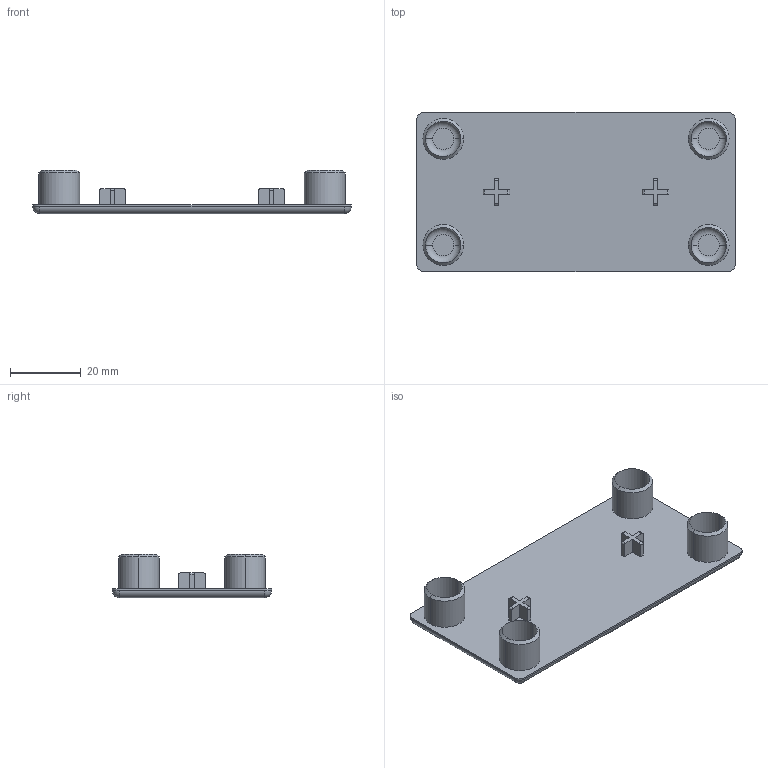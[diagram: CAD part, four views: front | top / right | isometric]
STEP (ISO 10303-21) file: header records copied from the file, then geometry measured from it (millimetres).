
FILE_DESCRIPTION (( 'STEP AP203' ), '1' );
FILE_NAME ('60-020-1.STEP', '2022-01-27T15:00:14', ( '' ), ( '' ), 'SwSTEP 2.0', 'SolidWorks 2021', '' );
FILE_SCHEMA (( 'CONFIG_CONTROL_DESIGN' ));
Length unit declared in the file: millimetre
Products named in the file (1): 60-020-1
Bounding box: 90 x 45 x 12.25 mm (x, y, z)
Volume: 11085.7 mm3; surface area: 11248.8 mm2
Topology: 1 solids, 1 shells, 88 faces, 208 edges, 124 vertices
Faces by surface type: plane 36, cylinder 32, torus 8, cone 8, sphere 4
Entity records: 2557 total; most frequent: DIRECTION 462, CARTESIAN_POINT 417, ORIENTED_EDGE 408, EDGE_CURVE 204, AXIS2_PLACEMENT_3D 169, VECTOR 124, VERTEX_POINT 124, LINE 124
